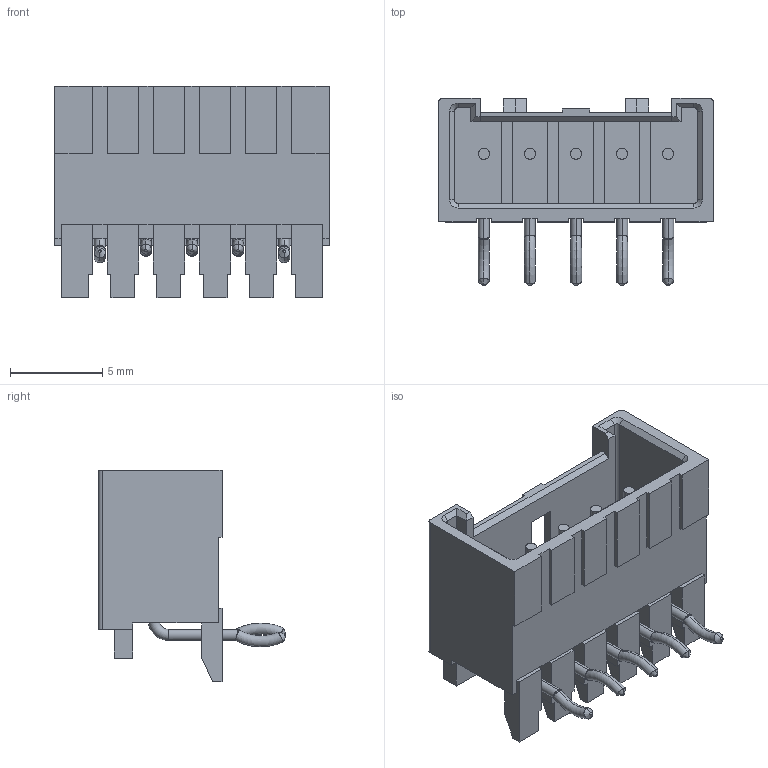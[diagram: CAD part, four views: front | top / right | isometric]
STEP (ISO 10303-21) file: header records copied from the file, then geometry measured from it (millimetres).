
FILE_DESCRIPTION(('STEP AP214'),'1');
FILE_NAME(' ',' ',('TraceParts'),('TraceParts S.A.'),'XStep 1.0',' ',' ');
FILE_SCHEMA(('automotive_design'));
Length unit declared in the file: millimetre
Products named in the file (18): 534260510
Bounding box: 14.9 x 10.14 x 11.5 mm (x, y, z)
Volume: 395.8 mm3; surface area: 1098.6 mm2
Topology: 1 solids, 1 shells, 274 faces, 724 edges, 479 vertices
Faces by surface type: plane 204, torus 30, cylinder 26, bspline 10, cone 4
Entity records: 9818 total; most frequent: CARTESIAN_POINT 2849, ORIENTED_EDGE 1414, DIRECTION 1329, EDGE_CURVE 707, LINE 583, VECTOR 583, VERTEX_POINT 445, AXIS2_PLACEMENT_3D 373
